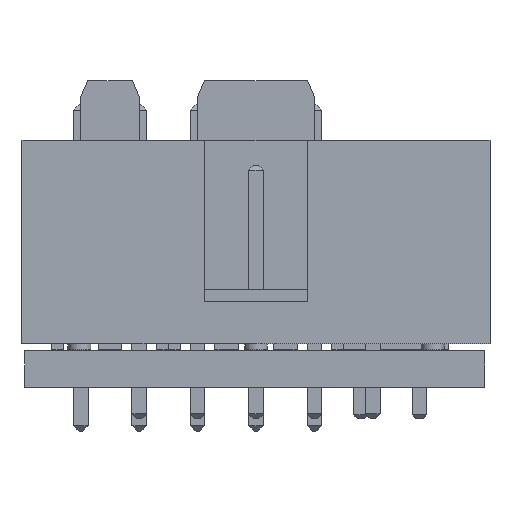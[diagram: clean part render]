
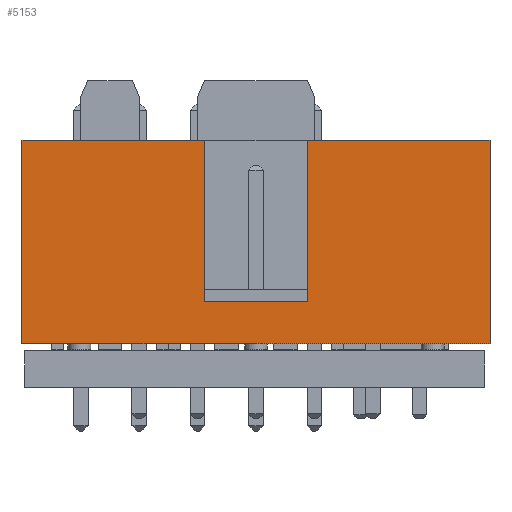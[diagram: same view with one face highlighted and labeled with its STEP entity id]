
A CAD part, front view. The second image highlights one B-rep face of the part: STEP entity #5153.
In plain terms, the highlighted face is planar.
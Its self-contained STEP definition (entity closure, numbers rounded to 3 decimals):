
#5153 = ADVANCED_FACE('',(#5154),#5220,.T.);
#5154 = FACE_BOUND('',#5155,.T.);
#5155 = EDGE_LOOP('',(#5156,#5166,#5174,#5182,#5190,#5198,#5206,#5214));
#5156 = ORIENTED_EDGE('',*,*,#5157,.F.);
#5157 = EDGE_CURVE('',#5158,#5160,#5162,.T.);
#5158 = VERTEX_POINT('',#5159);
#5159 = CARTESIAN_POINT('',(-3.155,5.1,0.25));
#5160 = VERTEX_POINT('',#5161);
#5161 = CARTESIAN_POINT('',(-3.155,5.1,9.1));
#5162 = LINE('',#5163,#5164);
#5163 = CARTESIAN_POINT('',(-3.155,5.1,0.25));
#5164 = VECTOR('',#5165,1.);
#5165 = DIRECTION('',(0.,0.,1.));
#5166 = ORIENTED_EDGE('',*,*,#5167,.T.);
#5167 = EDGE_CURVE('',#5158,#5168,#5170,.T.);
#5168 = VERTEX_POINT('',#5169);
#5169 = CARTESIAN_POINT('',(-3.155,-15.26,0.25));
#5170 = LINE('',#5171,#5172);
#5171 = CARTESIAN_POINT('',(-3.155,5.1,0.25));
#5172 = VECTOR('',#5173,1.);
#5173 = DIRECTION('',(0.,-1.,0.));
#5174 = ORIENTED_EDGE('',*,*,#5175,.T.);
#5175 = EDGE_CURVE('',#5168,#5176,#5178,.T.);
#5176 = VERTEX_POINT('',#5177);
#5177 = CARTESIAN_POINT('',(-3.155,-15.26,9.1));
#5178 = LINE('',#5179,#5180);
#5179 = CARTESIAN_POINT('',(-3.155,-15.26,2.6));
#5180 = VECTOR('',#5181,1.);
#5181 = DIRECTION('',(0.,0.,1.));
#5182 = ORIENTED_EDGE('',*,*,#5183,.F.);
#5183 = EDGE_CURVE('',#5184,#5176,#5186,.T.);
#5184 = VERTEX_POINT('',#5185);
#5185 = CARTESIAN_POINT('',(-3.155,-7.33,9.1));
#5186 = LINE('',#5187,#5188);
#5187 = CARTESIAN_POINT('',(-3.155,5.1,9.1));
#5188 = VECTOR('',#5189,1.);
#5189 = DIRECTION('',(0.,-1.,0.));
#5190 = ORIENTED_EDGE('',*,*,#5191,.T.);
#5191 = EDGE_CURVE('',#5184,#5192,#5194,.T.);
#5192 = VERTEX_POINT('',#5193);
#5193 = CARTESIAN_POINT('',(-3.155,-7.33,2.1));
#5194 = LINE('',#5195,#5196);
#5195 = CARTESIAN_POINT('',(-3.155,-7.33,3.388));
#5196 = VECTOR('',#5197,1.);
#5197 = DIRECTION('',(0.,0.,-1.));
#5198 = ORIENTED_EDGE('',*,*,#5199,.T.);
#5199 = EDGE_CURVE('',#5192,#5200,#5202,.T.);
#5200 = VERTEX_POINT('',#5201);
#5201 = CARTESIAN_POINT('',(-3.155,-2.83,2.1));
#5202 = LINE('',#5203,#5204);
#5203 = CARTESIAN_POINT('',(-3.155,-5.08,2.1));
#5204 = VECTOR('',#5205,1.);
#5205 = DIRECTION('',(0.,1.,0.));
#5206 = ORIENTED_EDGE('',*,*,#5207,.T.);
#5207 = EDGE_CURVE('',#5200,#5208,#5210,.T.);
#5208 = VERTEX_POINT('',#5209);
#5209 = CARTESIAN_POINT('',(-3.155,-2.83,9.1));
#5210 = LINE('',#5211,#5212);
#5211 = CARTESIAN_POINT('',(-3.155,-2.83,3.388));
#5212 = VECTOR('',#5213,1.);
#5213 = DIRECTION('',(0.,0.,1.));
#5214 = ORIENTED_EDGE('',*,*,#5215,.F.);
#5215 = EDGE_CURVE('',#5160,#5208,#5216,.T.);
#5216 = LINE('',#5217,#5218);
#5217 = CARTESIAN_POINT('',(-3.155,5.1,9.1));
#5218 = VECTOR('',#5219,1.);
#5219 = DIRECTION('',(0.,-1.,0.));
#5220 = PLANE('',#5221);
#5221 = AXIS2_PLACEMENT_3D('',#5222,#5223,#5224);
#5222 = CARTESIAN_POINT('',(-3.155,-5.08,4.675));
#5223 = DIRECTION('',(-1.,-0.,0.));
#5224 = DIRECTION('',(0.,0.,-1.));
